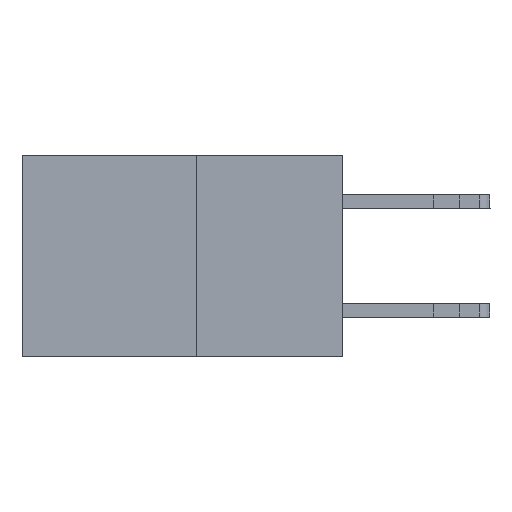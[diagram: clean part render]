
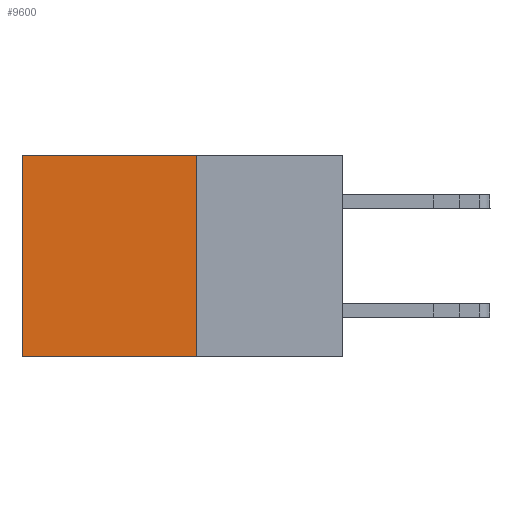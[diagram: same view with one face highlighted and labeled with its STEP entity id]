
A CAD part, left-side view. The second image highlights one B-rep face of the part: STEP entity #9600.
In plain terms, the highlighted planar face has unit normal (-1, 0, 0).
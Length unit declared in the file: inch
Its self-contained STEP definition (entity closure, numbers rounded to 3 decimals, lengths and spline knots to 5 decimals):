
#99 = CARTESIAN_POINT ( 'NONE',  ( 0.277, 0.27, -0.37 ) ) ;
#820 = LINE ( 'NONE', #5267, #13104 ) ;
#1930 = ORIENTED_EDGE ( 'NONE', *, *, #19770, .F. ) ;
#2106 = AXIS2_PLACEMENT_3D ( 'NONE', #19741, #12121, #2604 ) ;
#2220 = EDGE_LOOP ( 'NONE', ( #3573, #17295, #1930, #19695 ) ) ;
#2604 = DIRECTION ( 'NONE',  ( 0., 0., -1. ) ) ;
#3573 = ORIENTED_EDGE ( 'NONE', *, *, #4577, .T. ) ;
#4276 = CARTESIAN_POINT ( 'NONE',  ( 0.277, 0.27, -0.37 ) ) ;
#4577 = EDGE_CURVE ( 'NONE', #19506, #18491, #820, .T. ) ;
#5267 = CARTESIAN_POINT ( 'NONE',  ( 0.277, 0.59, -0.37 ) ) ;
#5369 = DIRECTION ( 'NONE',  ( 0., 0., -1. ) ) ;
#8445 = CARTESIAN_POINT ( 'NONE',  ( 0.277, 0.59, -0.37 ) ) ;
#8914 = VECTOR ( 'NONE', #15205, 39.37008 ) ;
#9600 = ADVANCED_FACE ( 'NONE', ( #12952 ), #10546, .F. ) ;
#9802 = DIRECTION ( 'NONE',  ( 0., 0., -1. ) ) ;
#10268 = LINE ( 'NONE', #4276, #18467 ) ;
#10362 = CARTESIAN_POINT ( 'NONE',  ( 0.277, 0.27, 0. ) ) ;
#10546 = PLANE ( 'NONE',  #2106 ) ;
#11744 = VERTEX_POINT ( 'NONE', #15227 ) ;
#12121 = DIRECTION ( 'NONE',  ( 1., 0., 0. ) ) ;
#12952 = FACE_OUTER_BOUND ( 'NONE', #2220, .T. ) ;
#13104 = VECTOR ( 'NONE', #5369, 39.37008 ) ;
#13570 = VERTEX_POINT ( 'NONE', #10362 ) ;
#13619 = CARTESIAN_POINT ( 'NONE',  ( 0.277, 0.27, 0. ) ) ;
#14478 = VECTOR ( 'NONE', #9802, 39.37008 ) ;
#14599 = EDGE_CURVE ( 'NONE', #11744, #18491, #10268, .T. ) ;
#15205 = DIRECTION ( 'NONE',  ( 0., 1., 0. ) ) ;
#15227 = CARTESIAN_POINT ( 'NONE',  ( 0.277, 0.27, -0.37 ) ) ;
#15231 = DIRECTION ( 'NONE',  ( 0., 1., 0. ) ) ;
#16844 = CARTESIAN_POINT ( 'NONE',  ( 0.277, 0.59, 0. ) ) ;
#17120 = LINE ( 'NONE', #13619, #8914 ) ;
#17295 = ORIENTED_EDGE ( 'NONE', *, *, #14599, .F. ) ;
#18467 = VECTOR ( 'NONE', #15231, 39.37008 ) ;
#18491 = VERTEX_POINT ( 'NONE', #8445 ) ;
#18520 = LINE ( 'NONE', #99, #14478 ) ;
#19427 = EDGE_CURVE ( 'NONE', #13570, #19506, #17120, .T. ) ;
#19506 = VERTEX_POINT ( 'NONE', #16844 ) ;
#19695 = ORIENTED_EDGE ( 'NONE', *, *, #19427, .T. ) ;
#19741 = CARTESIAN_POINT ( 'NONE',  ( 0.277, 0.27, -0.37 ) ) ;
#19770 = EDGE_CURVE ( 'NONE', #13570, #11744, #18520, .T. ) ;
